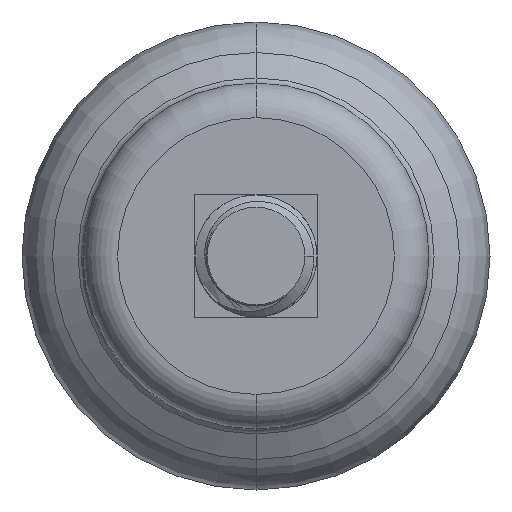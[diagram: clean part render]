
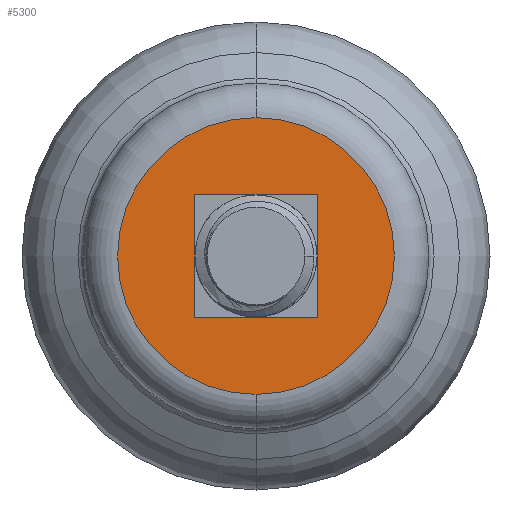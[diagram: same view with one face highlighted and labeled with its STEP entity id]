
A CAD part, front view. The second image highlights one B-rep face of the part: STEP entity #5300.
In plain terms, the highlighted planar face has unit normal (0, -1, 0).
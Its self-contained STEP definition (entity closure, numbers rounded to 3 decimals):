
#52 = CIRCLE ( 'NONE', #3782, 6.8 ) ;
#347 = CARTESIAN_POINT ( 'NONE',  ( -3., 0., 3. ) ) ;
#381 = LINE ( 'NONE', #347, #1747 ) ;
#438 = ORIENTED_EDGE ( 'NONE', *, *, #6298, .F. ) ;
#451 = CARTESIAN_POINT ( 'NONE',  ( -3., 0., -3. ) ) ;
#561 = LINE ( 'NONE', #6093, #1724 ) ;
#627 = CARTESIAN_POINT ( 'NONE',  ( 3., 0., 3. ) ) ;
#915 = EDGE_CURVE ( 'NONE', #6258, #4780, #1303, .T. ) ;
#1002 = VECTOR ( 'NONE', #2401, 1000. ) ;
#1008 = CARTESIAN_POINT ( 'NONE',  ( 0., 0., -6.8 ) ) ;
#1031 = VERTEX_POINT ( 'NONE', #6469 ) ;
#1246 = CARTESIAN_POINT ( 'NONE',  ( 0., 0., 0. ) ) ;
#1274 = PLANE ( 'NONE',  #2071 ) ;
#1276 = CARTESIAN_POINT ( 'NONE',  ( -3., 0., 3. ) ) ;
#1303 = LINE ( 'NONE', #1366, #1002 ) ;
#1366 = CARTESIAN_POINT ( 'NONE',  ( 3., 0., 3. ) ) ;
#1414 = ORIENTED_EDGE ( 'NONE', *, *, #4299, .F. ) ;
#1704 = CARTESIAN_POINT ( 'NONE',  ( -3., 0., 0. ) ) ;
#1724 = VECTOR ( 'NONE', #5596, 1000. ) ;
#1747 = VECTOR ( 'NONE', #4449, 1000. ) ;
#1909 = VERTEX_POINT ( 'NONE', #451 ) ;
#2071 = AXIS2_PLACEMENT_3D ( 'NONE', #1704, #4305, #2803 ) ;
#2184 = AXIS2_PLACEMENT_3D ( 'NONE', #1246, #2773, #4360 ) ;
#2206 = EDGE_LOOP ( 'NONE', ( #4387, #1414, #438, #6271 ) ) ;
#2327 = EDGE_CURVE ( 'NONE', #6123, #3488, #52, .T. ) ;
#2401 = DIRECTION ( 'NONE',  ( -1., 0., 0. ) ) ;
#2754 = ORIENTED_EDGE ( 'NONE', *, *, #2327, .T. ) ;
#2773 = DIRECTION ( 'NONE',  ( 0., -1., 0. ) ) ;
#2803 = DIRECTION ( 'NONE',  ( 0., 0., 1. ) ) ;
#3488 = VERTEX_POINT ( 'NONE', #1008 ) ;
#3493 = LINE ( 'NONE', #4478, #6162 ) ;
#3504 = CARTESIAN_POINT ( 'NONE',  ( 0., 0., 6.8 ) ) ;
#3782 = AXIS2_PLACEMENT_3D ( 'NONE', #3852, #4846, #5346 ) ;
#3804 = EDGE_CURVE ( 'NONE', #4780, #1909, #381, .T. ) ;
#3852 = CARTESIAN_POINT ( 'NONE',  ( 0., 0., 0. ) ) ;
#3883 = CIRCLE ( 'NONE', #2184, 6.8 ) ;
#3986 = DIRECTION ( 'NONE',  ( 0., 0., 1. ) ) ;
#4299 = EDGE_CURVE ( 'NONE', #1031, #6258, #3493, .T. ) ;
#4305 = DIRECTION ( 'NONE',  ( 0., 1., 0. ) ) ;
#4360 = DIRECTION ( 'NONE',  ( 0., 0., -1. ) ) ;
#4387 = ORIENTED_EDGE ( 'NONE', *, *, #915, .F. ) ;
#4449 = DIRECTION ( 'NONE',  ( 0., 0., -1. ) ) ;
#4478 = CARTESIAN_POINT ( 'NONE',  ( 3., 0., 3. ) ) ;
#4780 = VERTEX_POINT ( 'NONE', #1276 ) ;
#4803 = FACE_BOUND ( 'NONE', #2206, .T. ) ;
#4846 = DIRECTION ( 'NONE',  ( 0., -1., 0. ) ) ;
#5118 = EDGE_CURVE ( 'NONE', #3488, #6123, #3883, .T. ) ;
#5300 = ADVANCED_FACE ( 'NONE', ( #4803, #6274 ), #1274, .F. ) ;
#5346 = DIRECTION ( 'NONE',  ( 0., 0., -1. ) ) ;
#5475 = EDGE_LOOP ( 'NONE', ( #5939, #2754 ) ) ;
#5596 = DIRECTION ( 'NONE',  ( 1., 0., 0. ) ) ;
#5939 = ORIENTED_EDGE ( 'NONE', *, *, #5118, .T. ) ;
#6093 = CARTESIAN_POINT ( 'NONE',  ( 3., 0., -3. ) ) ;
#6123 = VERTEX_POINT ( 'NONE', #3504 ) ;
#6162 = VECTOR ( 'NONE', #3986, 1000. ) ;
#6258 = VERTEX_POINT ( 'NONE', #627 ) ;
#6271 = ORIENTED_EDGE ( 'NONE', *, *, #3804, .F. ) ;
#6274 = FACE_OUTER_BOUND ( 'NONE', #5475, .T. ) ;
#6298 = EDGE_CURVE ( 'NONE', #1909, #1031, #561, .T. ) ;
#6469 = CARTESIAN_POINT ( 'NONE',  ( 3., 0., -3. ) ) ;
